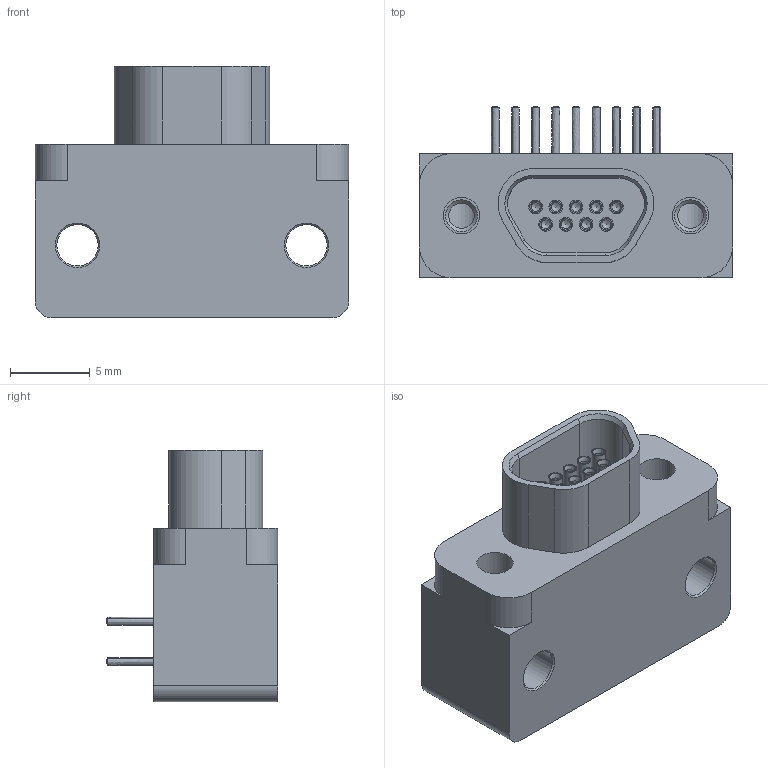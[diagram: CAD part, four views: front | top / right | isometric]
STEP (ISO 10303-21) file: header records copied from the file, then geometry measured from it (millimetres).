
FILE_DESCRIPTION(/* description */ (''),/* implementation_level */ '2;1');
FILE_NAME(/* name */ 'SNP411-9RP31.stp',/* time_stamp */ '2019-02-26T17:37:56+03:00',/* author */ (''),/* organization */ (''),/* preprocessor_version */ 'ST-DEVELOPER v16',/* originating_system */ 'SIEMENS PLM Software NX 10.0',/* authorisation */ '');
FILE_SCHEMA (('CONFIG_CONTROL_DESIGN'));
Length unit declared in the file: millimetre
Products named in the file (1): model2
Bounding box: 19.7 x 10.8 x 15.8 mm (x, y, z)
Volume: 1602.9 mm3; surface area: 1672.9 mm2
Topology: 1 solids, 17 shells, 285 faces, 665 edges, 441 vertices
Faces by surface type: plane 136, cylinder 88, bspline 33, cone 28
Full cylindrical faces by diameter (mm): 0.4 x9, 0.54 x9, 0.57 x9, 0.86 x9, 0.95 x9, 1 x9, 1.6 x2, 2.3 x2, 2.6 x4
Entity records: 17703 total; most frequent: CARTESIAN_POINT 12067, DIRECTION 1071, ORIENTED_EDGE 972, EDGE_CURVE 486, EDGE_LOOP 462, AXIS2_PLACEMENT_3D 421, VERTEX_POINT 369, FACE_BOUND 332
